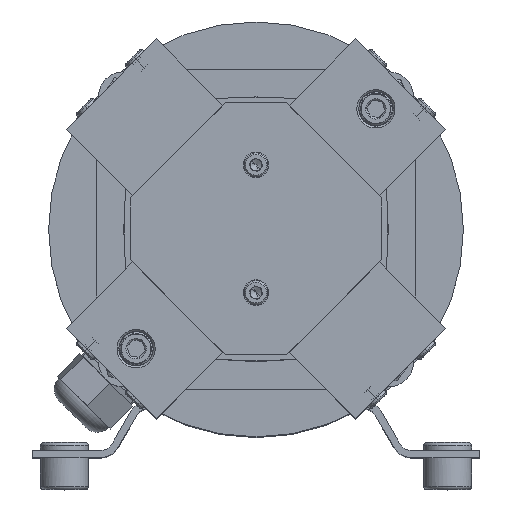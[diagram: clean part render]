
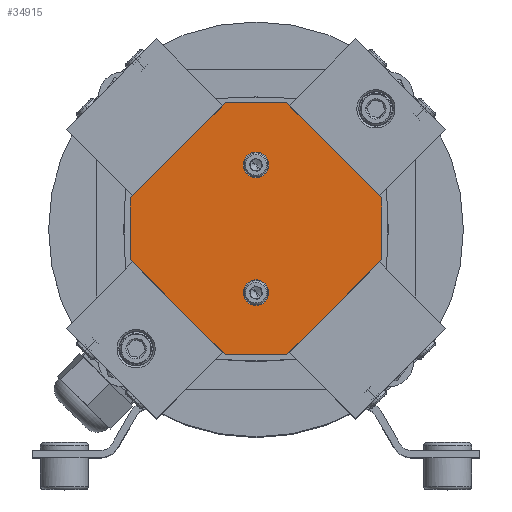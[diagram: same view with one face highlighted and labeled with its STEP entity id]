
A CAD part, top view. The second image highlights one B-rep face of the part: STEP entity #34915.
In plain terms, the highlighted planar face has unit normal (0, 0, 1).
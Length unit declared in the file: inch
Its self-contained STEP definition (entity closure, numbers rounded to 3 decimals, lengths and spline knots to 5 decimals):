
#600 = VERTEX_POINT ( 'NONE', #4303 ) ;
#1111 = EDGE_CURVE ( 'NONE', #24824, #69849, #40585, .T. ) ;
#2124 = EDGE_CURVE ( 'NONE', #16445, #52363, #36979, .T. ) ;
#4303 = CARTESIAN_POINT ( 'NONE',  ( -1.97, 0.48366, 5.876 ) ) ;
#4356 = PLANE ( 'NONE',  #55816 ) ;
#4383 = AXIS2_PLACEMENT_3D ( 'NONE', #37133, #53932, #43049 ) ;
#4815 = LINE ( 'NONE', #32010, #65024 ) ;
#7400 = ORIENTED_EDGE ( 'NONE', *, *, #42703, .F. ) ;
#8192 = CARTESIAN_POINT ( 'NONE',  ( 0., -1., 5.876 ) ) ;
#8614 = ORIENTED_EDGE ( 'NONE', *, *, #43862, .F. ) ;
#9037 = EDGE_CURVE ( 'NONE', #16445, #28620, #66383, .T. ) ;
#9700 = CIRCLE ( 'NONE', #52331, 0.2 ) ;
#10323 = ORIENTED_EDGE ( 'NONE', *, *, #66607, .F. ) ;
#11580 = CARTESIAN_POINT ( 'NONE',  ( 0.14142, 0.85858, 5.876 ) ) ;
#11583 = ORIENTED_EDGE ( 'NONE', *, *, #9037, .F. ) ;
#13868 = DIRECTION ( 'NONE',  ( -0.707, 0.707, 0. ) ) ;
#13988 = LINE ( 'NONE', #47203, #35243 ) ;
#14425 = EDGE_CURVE ( 'NONE', #45775, #600, #70298, .T. ) ;
#15047 = CIRCLE ( 'NONE', #57161, 0.2 ) ;
#15057 = EDGE_CURVE ( 'NONE', #40235, #28620, #4815, .T. ) ;
#15400 = CARTESIAN_POINT ( 'NONE',  ( -1.97, -0.48366, 5.876 ) ) ;
#16270 = EDGE_CURVE ( 'NONE', #57150, #27616, #33861, .T. ) ;
#16445 = VERTEX_POINT ( 'NONE', #38973 ) ;
#18802 = DIRECTION ( 'NONE',  ( -0.707, 0.707, 0. ) ) ;
#18859 = DIRECTION ( 'NONE',  ( 0., 0., 1. ) ) ;
#19087 = EDGE_LOOP ( 'NONE', ( #7400, #65786 ) ) ;
#20776 = ORIENTED_EDGE ( 'NONE', *, *, #57776, .F. ) ;
#21734 = CIRCLE ( 'NONE', #28660, 0.2 ) ;
#22973 = VECTOR ( 'NONE', #70961, 39.37008 ) ;
#24824 = VERTEX_POINT ( 'NONE', #25701 ) ;
#25586 = FACE_BOUND ( 'NONE', #43664, .T. ) ;
#25701 = CARTESIAN_POINT ( 'NONE',  ( -0.14142, -0.85858, 5.876 ) ) ;
#25887 = CARTESIAN_POINT ( 'NONE',  ( -0.48366, -1.97, 5.876 ) ) ;
#26155 = ORIENTED_EDGE ( 'NONE', *, *, #15057, .T. ) ;
#26174 = CARTESIAN_POINT ( 'NONE',  ( 0., -2.45366, 5.876 ) ) ;
#26888 = DIRECTION ( 'NONE',  ( -0.707, -0.707, 0. ) ) ;
#27027 = CARTESIAN_POINT ( 'NONE',  ( 0., 1., 5.876 ) ) ;
#27417 = FACE_BOUND ( 'NONE', #19087, .T. ) ;
#27616 = VERTEX_POINT ( 'NONE', #25887 ) ;
#27728 = DIRECTION ( 'NONE',  ( -1., 0., 0. ) ) ;
#28620 = VERTEX_POINT ( 'NONE', #63161 ) ;
#28660 = AXIS2_PLACEMENT_3D ( 'NONE', #8192, #18859, #13868 ) ;
#30711 = DIRECTION ( 'NONE',  ( 0., 1., 0. ) ) ;
#32010 = CARTESIAN_POINT ( 'NONE',  ( 2.45366, 0., 5.876 ) ) ;
#32819 = CARTESIAN_POINT ( 'NONE',  ( 0., 0., 5.876 ) ) ;
#33771 = LINE ( 'NONE', #49920, #64719 ) ;
#33861 = LINE ( 'NONE', #26174, #71008 ) ;
#34287 = VECTOR ( 'NONE', #68214, 39.37008 ) ;
#34915 = ADVANCED_FACE ( 'NONE', ( #25586, #27417, #59274 ), #4356, .F. ) ;
#35243 = VECTOR ( 'NONE', #30711, 39.37008 ) ;
#36979 = LINE ( 'NONE', #66985, #34287 ) ;
#37133 = CARTESIAN_POINT ( 'NONE',  ( 0., -1., 5.876 ) ) ;
#38973 = CARTESIAN_POINT ( 'NONE',  ( 1.97, 0.48366, 5.876 ) ) ;
#40235 = VERTEX_POINT ( 'NONE', #61363 ) ;
#40585 = CIRCLE ( 'NONE', #4383, 0.2 ) ;
#42382 = EDGE_CURVE ( 'NONE', #54466, #57272, #15047, .T. ) ;
#42703 = EDGE_CURVE ( 'NONE', #57272, #54466, #9700, .T. ) ;
#43049 = DIRECTION ( 'NONE',  ( -0.707, 0.707, 0. ) ) ;
#43556 = ORIENTED_EDGE ( 'NONE', *, *, #1111, .F. ) ;
#43664 = EDGE_LOOP ( 'NONE', ( #43556, #47423 ) ) ;
#43862 = EDGE_CURVE ( 'NONE', #57150, #600, #13988, .T. ) ;
#45775 = VERTEX_POINT ( 'NONE', #65386 ) ;
#47203 = CARTESIAN_POINT ( 'NONE',  ( -1.97, -0.48366, 5.876 ) ) ;
#47423 = ORIENTED_EDGE ( 'NONE', *, *, #53310, .F. ) ;
#49414 = VECTOR ( 'NONE', #56314, 39.37008 ) ;
#49797 = DIRECTION ( 'NONE',  ( 0.707, -0.707, 0. ) ) ;
#49920 = CARTESIAN_POINT ( 'NONE',  ( 0.48366, -1.97, 5.876 ) ) ;
#50288 = DIRECTION ( 'NONE',  ( 0., 0., -1. ) ) ;
#52331 = AXIS2_PLACEMENT_3D ( 'NONE', #63826, #52646, #18802 ) ;
#52363 = VERTEX_POINT ( 'NONE', #57224 ) ;
#52646 = DIRECTION ( 'NONE',  ( 0., 0., 1. ) ) ;
#53310 = EDGE_CURVE ( 'NONE', #69849, #24824, #21734, .T. ) ;
#53932 = DIRECTION ( 'NONE',  ( 0., 0., 1. ) ) ;
#54466 = VERTEX_POINT ( 'NONE', #11580 ) ;
#55290 = CARTESIAN_POINT ( 'NONE',  ( 0., 2.45366, 5.876 ) ) ;
#55816 = AXIS2_PLACEMENT_3D ( 'NONE', #32819, #50288, #49797 ) ;
#56314 = DIRECTION ( 'NONE',  ( 0., -1., 0. ) ) ;
#57150 = VERTEX_POINT ( 'NONE', #15400 ) ;
#57161 = AXIS2_PLACEMENT_3D ( 'NONE', #27027, #72747, #66576 ) ;
#57224 = CARTESIAN_POINT ( 'NONE',  ( 0.48366, 1.97, 5.876 ) ) ;
#57272 = VERTEX_POINT ( 'NONE', #65668 ) ;
#57776 = EDGE_CURVE ( 'NONE', #40235, #27616, #33771, .T. ) ;
#57798 = EDGE_LOOP ( 'NONE', ( #72278, #10323, #64272, #8614, #62080, #20776, #26155, #11583 ) ) ;
#57971 = VECTOR ( 'NONE', #26888, 39.37008 ) ;
#58353 = LINE ( 'NONE', #71680, #22973 ) ;
#59274 = FACE_OUTER_BOUND ( 'NONE', #57798, .T. ) ;
#59710 = DIRECTION ( 'NONE',  ( 0.707, 0.707, 0. ) ) ;
#61363 = CARTESIAN_POINT ( 'NONE',  ( 0.48366, -1.97, 5.876 ) ) ;
#61926 = CARTESIAN_POINT ( 'NONE',  ( 0.14142, -1.14142, 5.876 ) ) ;
#62080 = ORIENTED_EDGE ( 'NONE', *, *, #16270, .T. ) ;
#62488 = CARTESIAN_POINT ( 'NONE',  ( 1.97, 0.48366, 5.876 ) ) ;
#63161 = CARTESIAN_POINT ( 'NONE',  ( 1.97, -0.48366, 5.876 ) ) ;
#63826 = CARTESIAN_POINT ( 'NONE',  ( 0., 1., 5.876 ) ) ;
#64272 = ORIENTED_EDGE ( 'NONE', *, *, #14425, .T. ) ;
#64719 = VECTOR ( 'NONE', #27728, 39.37008 ) ;
#65024 = VECTOR ( 'NONE', #59710, 39.37008 ) ;
#65386 = CARTESIAN_POINT ( 'NONE',  ( -0.48366, 1.97, 5.876 ) ) ;
#65505 = DIRECTION ( 'NONE',  ( 0.707, -0.707, 0. ) ) ;
#65668 = CARTESIAN_POINT ( 'NONE',  ( -0.14142, 1.14142, 5.876 ) ) ;
#65786 = ORIENTED_EDGE ( 'NONE', *, *, #42382, .F. ) ;
#66383 = LINE ( 'NONE', #62488, #49414 ) ;
#66576 = DIRECTION ( 'NONE',  ( -0.707, 0.707, 0. ) ) ;
#66607 = EDGE_CURVE ( 'NONE', #45775, #52363, #58353, .T. ) ;
#66985 = CARTESIAN_POINT ( 'NONE',  ( 2.45366, 0., 5.876 ) ) ;
#68214 = DIRECTION ( 'NONE',  ( -0.707, 0.707, 0. ) ) ;
#69849 = VERTEX_POINT ( 'NONE', #61926 ) ;
#70298 = LINE ( 'NONE', #55290, #57971 ) ;
#70961 = DIRECTION ( 'NONE',  ( 1., 0., 0. ) ) ;
#71008 = VECTOR ( 'NONE', #65505, 39.37008 ) ;
#71680 = CARTESIAN_POINT ( 'NONE',  ( -0.48366, 1.97, 5.876 ) ) ;
#72278 = ORIENTED_EDGE ( 'NONE', *, *, #2124, .T. ) ;
#72747 = DIRECTION ( 'NONE',  ( 0., 0., 1. ) ) ;
